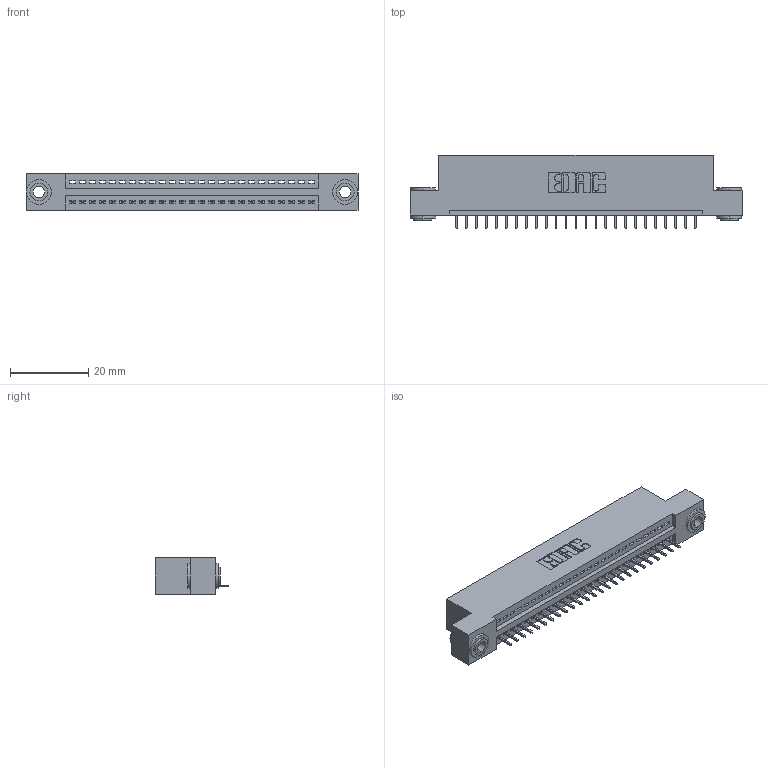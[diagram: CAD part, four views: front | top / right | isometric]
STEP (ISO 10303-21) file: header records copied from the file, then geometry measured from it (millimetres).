
FILE_DESCRIPTION (( 'STEP AP203' ), '1' );
FILE_NAME ('845-025-525-103.STEP', '2020-09-22T22:00:25', ( '' ), ( '' ), 'SwSTEP 2.0', 'SolidWorks 2020', '' );
FILE_SCHEMA (( 'CONFIG_CONTROL_DESIGN' ));
Length unit declared in the file: inch
Products named in the file (4): 345-250-002_345-250-002-102; 845 Part_Flush Mounting Lugs - 0.156 Dia-TH; 845-025-525-103; 345-292-001_345-293-125
Assembly tree (28 placements, depth 2):
  845-025-525-103
    845 Part_Flush Mounting Lugs - 0.156 Dia-TH
    345-292-001_345-293-125  x25
    345-250-002_345-250-002-102  x2
Bounding box: 84.71 x 18.72 x 9.4 mm (x, y, z)
Volume: 7823.8 mm3; surface area: 10040.2 mm2
Topology: 28 solids, 28 shells, 1714 faces, 4917 edges, 3174 vertices
Faces by surface type: plane 1240, cylinder 466, cone 8
Entity records: 21828 total; most frequent: CARTESIAN_POINT 3758, ORIENTED_EDGE 3710, DIRECTION 3339, EDGE_CURVE 1855, VECTOR 1603, LINE 1603, VERTEX_POINT 1230, AXIS2_PLACEMENT_3D 868
